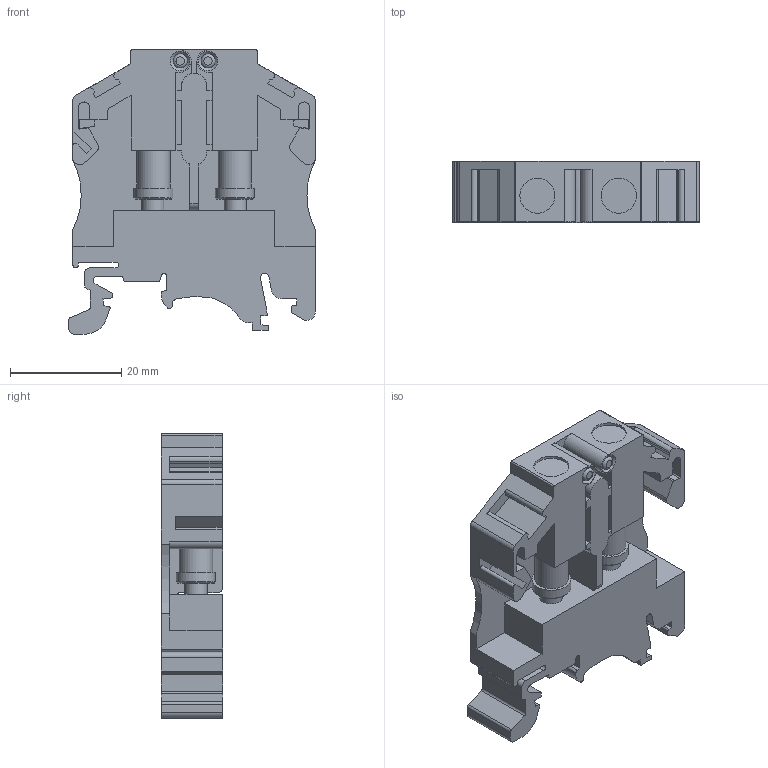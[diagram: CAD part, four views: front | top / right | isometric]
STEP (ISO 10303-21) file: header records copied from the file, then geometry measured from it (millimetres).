
FILE_DESCRIPTION(/* description */ ('Unknown'),/* implementation_level */ '2;1');
FILE_NAME(/* name */ 'OAT6_GY_3D',/* time_stamp */ '2019-09-30T17:08:11+06:00',/* author */ ('Unknown'),/* organization */ ('Unknown'),/* preprocessor_version */ 'ST-DEVELOPER v16.7',/* originating_system */ 'DEX',/* authorisation */ $);
FILE_SCHEMA (('AUTOMOTIVE_DESIGN {1 0 10303 214 3 1 1}'));
Length unit declared in the file: millimetre
Products named in the file (1): OAT6
Bounding box: 44.25 x 11 x 51 mm (x, y, z)
Volume: 13770.9 mm3; surface area: 9559.1 mm2
Topology: 1 solids, 7 shells, 265 faces, 737 edges, 493 vertices
Faces by surface type: plane 171, cylinder 84, cone 8, torus 2
Full cylindrical faces by diameter (mm): 2.5 x4, 3.242 x2, 4 x2, 6 x2, 6.3 x2, 7 x2
Entity records: 10128 total; most frequent: CARTESIAN_POINT 1460, DIRECTION 1408, ORIENTED_EDGE 1394, EDGE_CURVE 697, LINE 514, VECTOR 514, VERTEX_POINT 477, AXIS2_PLACEMENT_3D 447
